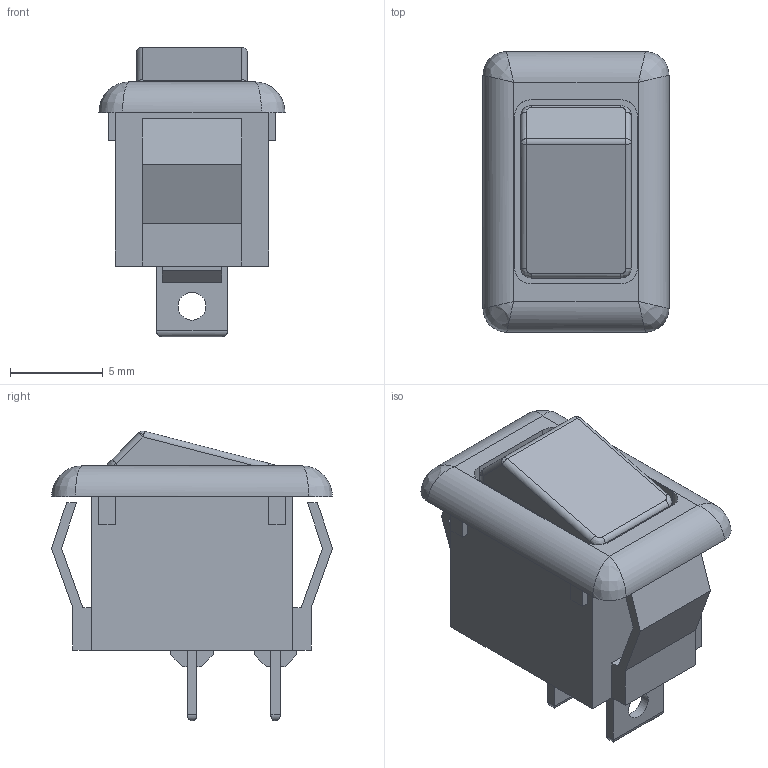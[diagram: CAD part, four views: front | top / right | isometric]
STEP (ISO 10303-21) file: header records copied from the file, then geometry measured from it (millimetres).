
FILE_DESCRIPTION (( 'STEP AP214' ), '1' );
FILE_NAME ('User Library-PRK22J5DBBNN.STEP', '2019-06-18T21:46:03', ( '' ), ( '' ), 'SwSTEP 2.0', 'SolidWorks 2019', '' );
FILE_SCHEMA (( 'AUTOMOTIVE_DESIGN' ));
Length unit declared in the file: inch
Products named in the file (1): User Library-PRK22J5DBBNN
Bounding box: 10.01 x 15.11 x 15.58 mm (x, y, z)
Volume: 1071.2 mm3; surface area: 1020.6 mm2
Topology: 1 solids, 1 shells, 124 faces, 330 edges, 210 vertices
Faces by surface type: plane 81, cylinder 31, bspline 12
Entity records: 4731 total; most frequent: CARTESIAN_POINT 1710, ORIENTED_EDGE 652, DIRECTION 552, EDGE_CURVE 326, VECTOR 254, LINE 254, VERTEX_POINT 210, AXIS2_PLACEMENT_3D 149
